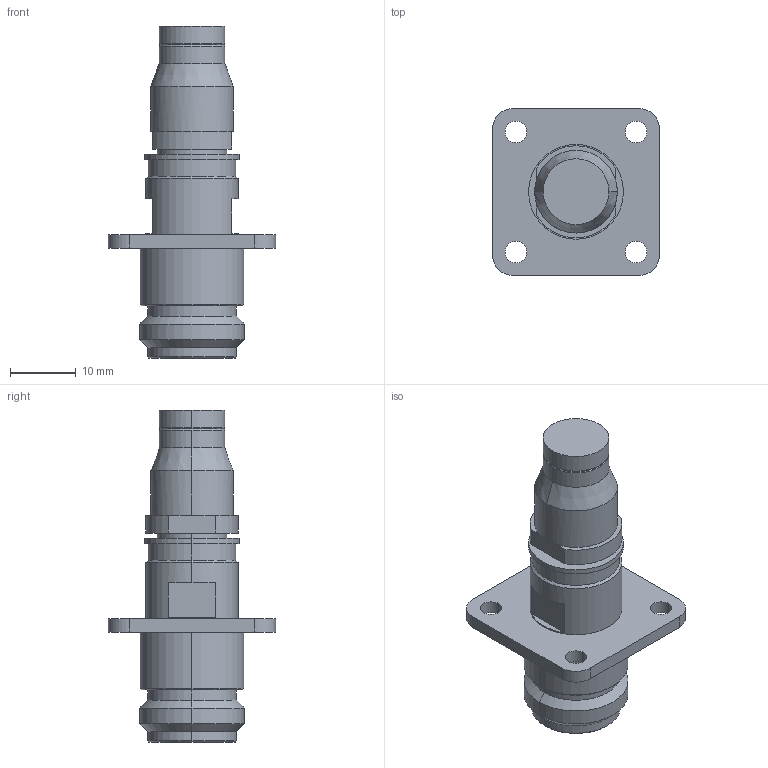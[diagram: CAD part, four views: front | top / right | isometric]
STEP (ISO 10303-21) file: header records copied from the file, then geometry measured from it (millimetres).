
FILE_DESCRIPTION (( 'STEP AP203' ), '1' );
FILE_NAME ('R161.292.190B.STEP', '2015-02-10T14:40:23', ( 'adminradiall' ), ( 'Microsoft' ), 'SwSTEP 2.0', 'SolidWorks 2014', '' );
FILE_SCHEMA (( 'CONFIG_CONTROL_DESIGN' ));
Length unit declared in the file: metre
Products named in the file (1): R161.292.190B
Bounding box: 25.4 x 25.4 x 50.42 mm (x, y, z)
Volume: 7643 mm3; surface area: 3993.3 mm2
Topology: 1 solids, 1 shells, 105 faces, 244 edges, 152 vertices
Faces by surface type: cylinder 36, cone 34, plane 33, torus 2
Entity records: 3170 total; most frequent: CARTESIAN_POINT 643, DIRECTION 542, ORIENTED_EDGE 488, EDGE_CURVE 244, AXIS2_PLACEMENT_3D 224, VERTEX_POINT 152, EDGE_LOOP 124, CIRCLE 118
